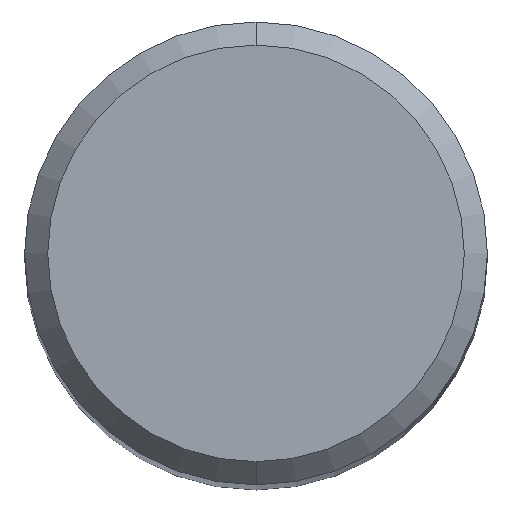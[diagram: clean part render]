
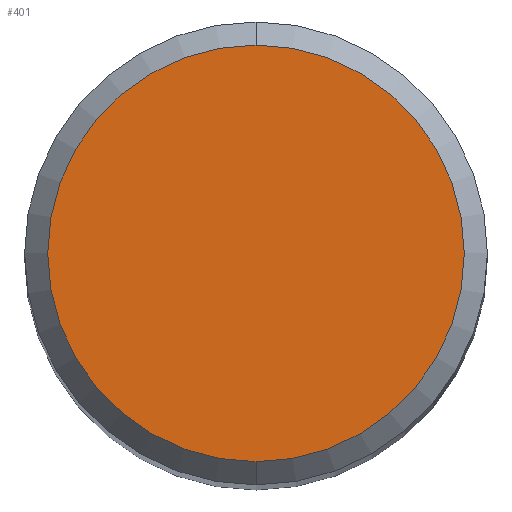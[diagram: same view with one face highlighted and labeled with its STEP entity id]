
A CAD part, top view. The second image highlights one B-rep face of the part: STEP entity #401.
In plain terms, the highlighted planar face has unit normal (0, 0, 1).
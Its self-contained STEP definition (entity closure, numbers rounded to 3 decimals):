
#401=ADVANCED_FACE('',(#1070),#1071,.T.);
#553=VERTEX_POINT('',#1236);
#849=EDGE_CURVE('',#927,#553,#1564,.T.);
#923=EDGE_CURVE('',#553,#927,#1644,.T.);
#927=VERTEX_POINT('',#1649);
#1070=FACE_OUTER_BOUND('',#1971,.T.);
#1071=PLANE('',#1972);
#1236=CARTESIAN_POINT('',(0.0,4.5,0.0));
#1564=CIRCLE('',#4036,4.5);
#1644=CIRCLE('',#4541,4.5);
#1649=CARTESIAN_POINT('',(0.,-4.5,0.0));
#1971=EDGE_LOOP('',(#4834,#4835));
#1972=AXIS2_PLACEMENT_3D('',#4836,#4837,#4838);
#4036=AXIS2_PLACEMENT_3D('',#5430,#5431,#5432);
#4541=AXIS2_PLACEMENT_3D('',#5509,#5510,#5511);
#4834=ORIENTED_EDGE('',*,*,#923,.F.);
#4835=ORIENTED_EDGE('',*,*,#849,.F.);
#4836=CARTESIAN_POINT('',(0.0,2.25,0.0));
#4837=DIRECTION('',(-0.0,0.0,1.0));
#4838=DIRECTION('',(0.0,-1.0,0.0));
#5430=CARTESIAN_POINT('',(0.0,0.0,0.0));
#5431=DIRECTION('',(0.0,0.0,-1.0));
#5432=DIRECTION('',(0.0,1.0,0.0));
#5509=CARTESIAN_POINT('',(0.0,0.0,0.0));
#5510=DIRECTION('',(0.0,0.0,-1.0));
#5511=DIRECTION('',(0.0,1.0,0.0));
